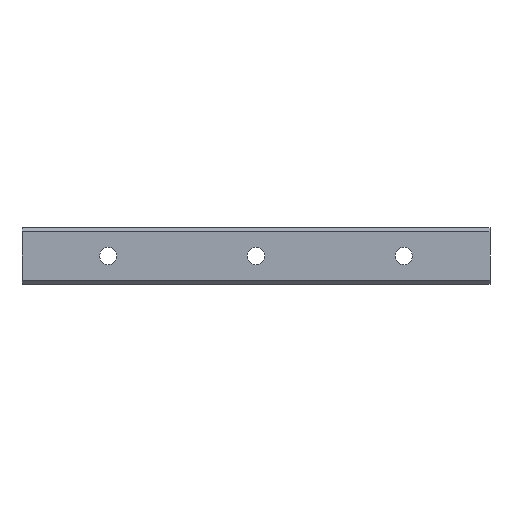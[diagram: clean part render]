
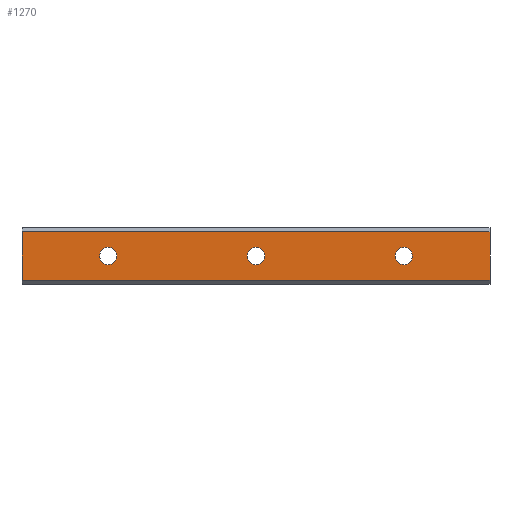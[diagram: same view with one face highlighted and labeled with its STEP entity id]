
A CAD part, front view. The second image highlights one B-rep face of the part: STEP entity #1270.
In plain terms, the highlighted planar face has unit normal (0, -1, 0).
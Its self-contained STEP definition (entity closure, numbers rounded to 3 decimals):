
#13 = CARTESIAN_POINT ( 'NONE',  ( 0., 0., 0. ) ) ;
#50 = CARTESIAN_POINT ( 'NONE',  ( 0., 0., -3.5 ) ) ;
#80 = CARTESIAN_POINT ( 'NONE',  ( 120., 0., -3.5 ) ) ;
#92 = CARTESIAN_POINT ( 'NONE',  ( -35., 0., 9.9 ) ) ;
#104 = AXIS2_PLACEMENT_3D ( 'NONE', #1274, #318, #756 ) ;
#125 = AXIS2_PLACEMENT_3D ( 'NONE', #1014, #894, #571 ) ;
#134 = CARTESIAN_POINT ( 'NONE',  ( 155., 0., 9.9 ) ) ;
#142 = DIRECTION ( 'NONE',  ( 0., 0., 1. ) ) ;
#144 = AXIS2_PLACEMENT_3D ( 'NONE', #134, #761, #227 ) ;
#152 = AXIS2_PLACEMENT_3D ( 'NONE', #375, #595, #720 ) ;
#163 = LINE ( 'NONE', #827, #652 ) ;
#172 = ORIENTED_EDGE ( 'NONE', *, *, #352, .F. ) ;
#174 = EDGE_LOOP ( 'NONE', ( #701, #483 ) ) ;
#190 = VERTEX_POINT ( 'NONE', #80 ) ;
#205 = EDGE_CURVE ( 'NONE', #645, #424, #163, .T. ) ;
#219 = VERTEX_POINT ( 'NONE', #297 ) ;
#227 = DIRECTION ( 'NONE',  ( 0., 0., 1. ) ) ;
#234 = DIRECTION ( 'NONE',  ( 0., 0., 1. ) ) ;
#258 = CIRCLE ( 'NONE', #152, 3.5 ) ;
#266 = EDGE_CURVE ( 'NONE', #938, #1068, #494, .T. ) ;
#268 = EDGE_LOOP ( 'NONE', ( #692, #1112 ) ) ;
#287 = ORIENTED_EDGE ( 'NONE', *, *, #823, .F. ) ;
#297 = CARTESIAN_POINT ( 'NONE',  ( 60., 0., 3.5 ) ) ;
#318 = DIRECTION ( 'NONE',  ( 0., -1., 0. ) ) ;
#341 = LINE ( 'NONE', #871, #1242 ) ;
#352 = EDGE_CURVE ( 'NONE', #431, #190, #1308, .T. ) ;
#356 = CARTESIAN_POINT ( 'NONE',  ( 60., 0., -3.5 ) ) ;
#375 = CARTESIAN_POINT ( 'NONE',  ( 0., 0., 0. ) ) ;
#398 = VECTOR ( 'NONE', #445, 1000. ) ;
#424 = VERTEX_POINT ( 'NONE', #806 ) ;
#431 = VERTEX_POINT ( 'NONE', #899 ) ;
#445 = DIRECTION ( 'NONE',  ( -1., 0., 0. ) ) ;
#483 = ORIENTED_EDGE ( 'NONE', *, *, #534, .F. ) ;
#494 = CIRCLE ( 'NONE', #769, 3.5 ) ;
#519 = CIRCLE ( 'NONE', #542, 3.5 ) ;
#534 = EDGE_CURVE ( 'NONE', #1068, #938, #258, .T. ) ;
#542 = AXIS2_PLACEMENT_3D ( 'NONE', #1273, #557, #1283 ) ;
#545 = FACE_BOUND ( 'NONE', #268, .T. ) ;
#549 = DIRECTION ( 'NONE',  ( 0., -1., 0. ) ) ;
#557 = DIRECTION ( 'NONE',  ( 0., -1., 0. ) ) ;
#571 = DIRECTION ( 'NONE',  ( 0., 0., 1. ) ) ;
#587 = CARTESIAN_POINT ( 'NONE',  ( 155., 0., 9.9 ) ) ;
#595 = DIRECTION ( 'NONE',  ( 0., -1., 0. ) ) ;
#624 = VERTEX_POINT ( 'NONE', #1350 ) ;
#634 = CARTESIAN_POINT ( 'NONE',  ( 155., 0., -9.9 ) ) ;
#644 = FACE_BOUND ( 'NONE', #174, .T. ) ;
#645 = VERTEX_POINT ( 'NONE', #92 ) ;
#652 = VECTOR ( 'NONE', #1253, 1000. ) ;
#681 = CARTESIAN_POINT ( 'NONE',  ( 60., 0., 0. ) ) ;
#692 = ORIENTED_EDGE ( 'NONE', *, *, #1241, .F. ) ;
#701 = ORIENTED_EDGE ( 'NONE', *, *, #266, .F. ) ;
#720 = DIRECTION ( 'NONE',  ( 0., 0., 1. ) ) ;
#727 = VERTEX_POINT ( 'NONE', #634 ) ;
#752 = PLANE ( 'NONE',  #144 ) ;
#756 = DIRECTION ( 'NONE',  ( 0., 0., 1. ) ) ;
#761 = DIRECTION ( 'NONE',  ( 0., 1., 0. ) ) ;
#769 = AXIS2_PLACEMENT_3D ( 'NONE', #13, #549, #1168 ) ;
#771 = FACE_OUTER_BOUND ( 'NONE', #987, .T. ) ;
#806 = CARTESIAN_POINT ( 'NONE',  ( 155., 0., 9.9 ) ) ;
#822 = CARTESIAN_POINT ( 'NONE',  ( 0., 0., 3.5 ) ) ;
#823 = EDGE_CURVE ( 'NONE', #424, #727, #1293, .T. ) ;
#827 = CARTESIAN_POINT ( 'NONE',  ( 155., 0., 9.9 ) ) ;
#859 = AXIS2_PLACEMENT_3D ( 'NONE', #681, #1106, #142 ) ;
#871 = CARTESIAN_POINT ( 'NONE',  ( -35., 0., 9.9 ) ) ;
#890 = EDGE_CURVE ( 'NONE', #190, #431, #1240, .T. ) ;
#894 = DIRECTION ( 'NONE',  ( 0., -1., 0. ) ) ;
#899 = CARTESIAN_POINT ( 'NONE',  ( 120., 0., 3.5 ) ) ;
#907 = EDGE_CURVE ( 'NONE', #1374, #219, #1114, .T. ) ;
#938 = VERTEX_POINT ( 'NONE', #822 ) ;
#987 = EDGE_LOOP ( 'NONE', ( #1195, #287, #1165, #1259 ) ) ;
#1014 = CARTESIAN_POINT ( 'NONE',  ( 120., 0., 0. ) ) ;
#1068 = VERTEX_POINT ( 'NONE', #50 ) ;
#1106 = DIRECTION ( 'NONE',  ( 0., -1., 0. ) ) ;
#1111 = DIRECTION ( 'NONE',  ( 0., 0., -1. ) ) ;
#1112 = ORIENTED_EDGE ( 'NONE', *, *, #907, .F. ) ;
#1114 = CIRCLE ( 'NONE', #859, 3.5 ) ;
#1165 = ORIENTED_EDGE ( 'NONE', *, *, #205, .F. ) ;
#1168 = DIRECTION ( 'NONE',  ( 0., 0., 1. ) ) ;
#1179 = CARTESIAN_POINT ( 'NONE',  ( 155., 0., -9.9 ) ) ;
#1185 = FACE_BOUND ( 'NONE', #1302, .T. ) ;
#1194 = LINE ( 'NONE', #1179, #398 ) ;
#1195 = ORIENTED_EDGE ( 'NONE', *, *, #1200, .F. ) ;
#1200 = EDGE_CURVE ( 'NONE', #727, #624, #1194, .T. ) ;
#1202 = ORIENTED_EDGE ( 'NONE', *, *, #890, .F. ) ;
#1219 = EDGE_CURVE ( 'NONE', #624, #645, #341, .T. ) ;
#1240 = CIRCLE ( 'NONE', #125, 3.5 ) ;
#1241 = EDGE_CURVE ( 'NONE', #219, #1374, #519, .T. ) ;
#1242 = VECTOR ( 'NONE', #234, 1000. ) ;
#1253 = DIRECTION ( 'NONE',  ( 1., 0., 0. ) ) ;
#1259 = ORIENTED_EDGE ( 'NONE', *, *, #1219, .F. ) ;
#1270 = ADVANCED_FACE ( 'NONE', ( #771, #644, #1185, #545 ), #752, .F. ) ;
#1273 = CARTESIAN_POINT ( 'NONE',  ( 60., 0., 0. ) ) ;
#1274 = CARTESIAN_POINT ( 'NONE',  ( 120., 0., 0. ) ) ;
#1283 = DIRECTION ( 'NONE',  ( 0., 0., 1. ) ) ;
#1293 = LINE ( 'NONE', #587, #1330 ) ;
#1302 = EDGE_LOOP ( 'NONE', ( #172, #1202 ) ) ;
#1308 = CIRCLE ( 'NONE', #104, 3.5 ) ;
#1330 = VECTOR ( 'NONE', #1111, 1000. ) ;
#1350 = CARTESIAN_POINT ( 'NONE',  ( -35., 0., -9.9 ) ) ;
#1374 = VERTEX_POINT ( 'NONE', #356 ) ;
